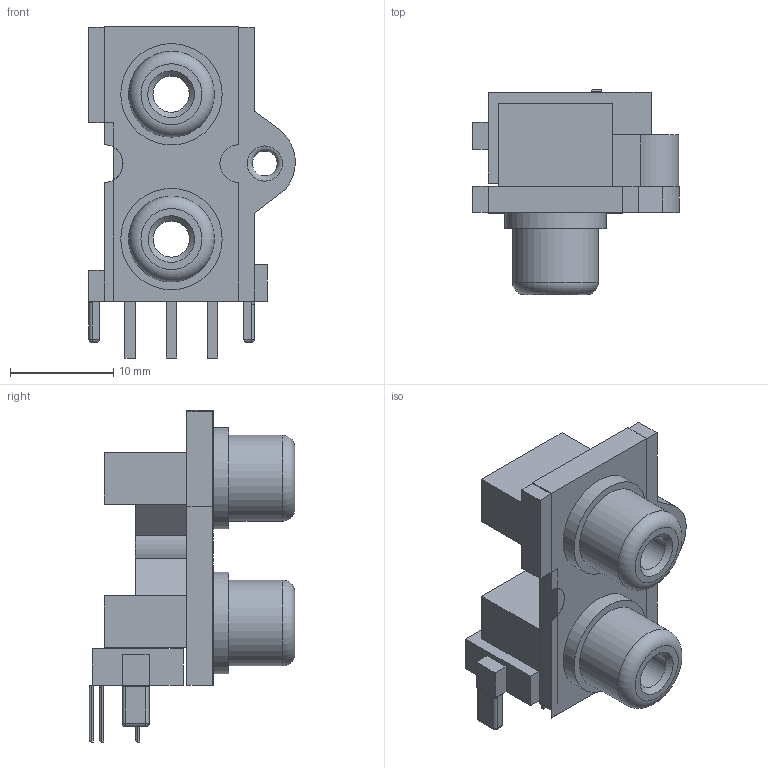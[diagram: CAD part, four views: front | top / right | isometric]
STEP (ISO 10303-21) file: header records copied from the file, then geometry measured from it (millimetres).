
FILE_DESCRIPTION(/* description */ (''),/* implementation_level */ '2;1');
FILE_NAME(/* name */ 'MJ-519 v2.step',/* time_stamp */ '2020-03-30T01:25:50+09:00',/* author */ (''),/* organization */ (''),/* preprocessor_version */ 'ST-DEVELOPER v18',/* originating_system */ 'Autodesk Translation Framework v8.12.0.6',/* authorisation */ '');
FILE_SCHEMA (('AUTOMOTIVE_DESIGN { 1 0 10303 214 3 1 1 }'));
Length unit declared in the file: millimetre
Products named in the file (1): RCA_MJ-519
Bounding box: 19.97 x 19.91 x 32.1 mm (x, y, z)
Volume: 3178.8 mm3; surface area: 3521.9 mm2
Topology: 7 solids, 7 shells, 142 faces, 340 edges, 216 vertices
Faces by surface type: plane 83, cylinder 42, torus 11, sphere 4, cone 2
Full cylindrical faces by diameter (mm): 2.4 x1, 3.5 x6, 8.3 x2, 9.8 x2
Entity records: 4216 total; most frequent: CARTESIAN_POINT 747, DIRECTION 720, ORIENTED_EDGE 680, EDGE_CURVE 340, AXIS2_PLACEMENT_3D 245, LINE 230, VECTOR 230, VERTEX_POINT 216
